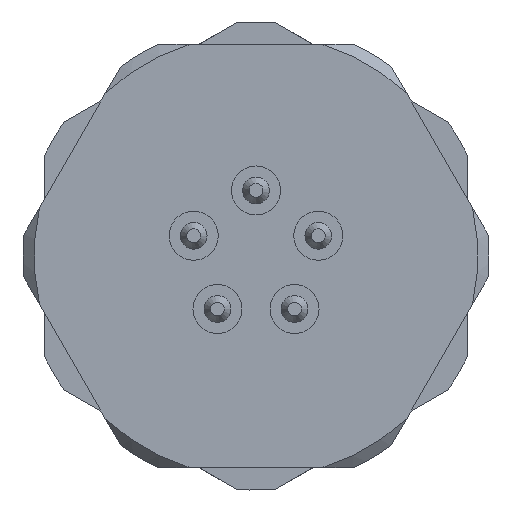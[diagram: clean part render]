
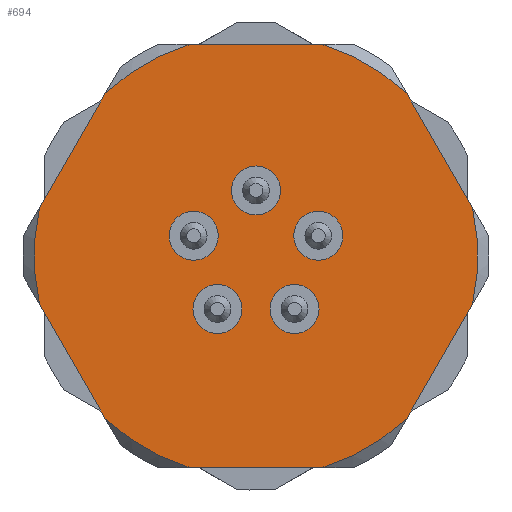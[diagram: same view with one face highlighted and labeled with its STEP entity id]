
A CAD part, front view. The second image highlights one B-rep face of the part: STEP entity #694.
In plain terms, the highlighted planar face has unit normal (0, -1, 0).
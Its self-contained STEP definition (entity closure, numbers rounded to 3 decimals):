
#347=FACE_BOUND('',#1258,.T.);
#348=FACE_BOUND('',#1259,.T.);
#349=FACE_BOUND('',#1260,.T.);
#350=FACE_BOUND('',#1261,.T.);
#351=FACE_BOUND('',#1262,.T.);
#352=FACE_BOUND('',#1263,.T.);
#521=CIRCLE('',#4339,9.95);
#522=CIRCLE('',#4340,9.95);
#523=CIRCLE('',#4341,9.95);
#524=CIRCLE('',#4342,9.95);
#525=CIRCLE('',#4343,9.95);
#526=CIRCLE('',#4344,9.95);
#527=CIRCLE('',#4345,1.1);
#528=CIRCLE('',#4346,1.1);
#529=CIRCLE('',#4347,1.1);
#530=CIRCLE('',#4348,1.1);
#531=CIRCLE('',#4349,1.1);
#694=ADVANCED_FACE('',(#347,#348,#349,#350,#351,#352),#944,.F.);
#944=PLANE('',#4350);
#1258=EDGE_LOOP('',(#1588,#1589,#1590,#1591,#1592,#1593,#1594,#1595,#1596,
#1597,#1598,#1599));
#1259=EDGE_LOOP('',(#1600));
#1260=EDGE_LOOP('',(#1601));
#1261=EDGE_LOOP('',(#1602));
#1262=EDGE_LOOP('',(#1603));
#1263=EDGE_LOOP('',(#1604));
#1588=ORIENTED_EDGE('',*,*,#3212,.F.);
#1589=ORIENTED_EDGE('',*,*,#3213,.F.);
#1590=ORIENTED_EDGE('',*,*,#3214,.F.);
#1591=ORIENTED_EDGE('',*,*,#3215,.F.);
#1592=ORIENTED_EDGE('',*,*,#3216,.F.);
#1593=ORIENTED_EDGE('',*,*,#3217,.F.);
#1594=ORIENTED_EDGE('',*,*,#3218,.F.);
#1595=ORIENTED_EDGE('',*,*,#3219,.F.);
#1596=ORIENTED_EDGE('',*,*,#3220,.F.);
#1597=ORIENTED_EDGE('',*,*,#3221,.F.);
#1598=ORIENTED_EDGE('',*,*,#3222,.F.);
#1599=ORIENTED_EDGE('',*,*,#3223,.F.);
#1600=ORIENTED_EDGE('',*,*,#3224,.F.);
#1601=ORIENTED_EDGE('',*,*,#3225,.F.);
#1602=ORIENTED_EDGE('',*,*,#3226,.F.);
#1603=ORIENTED_EDGE('',*,*,#3227,.F.);
#1604=ORIENTED_EDGE('',*,*,#3228,.F.);
#2796=VERTEX_POINT('',#5795);
#2797=VERTEX_POINT('',#5796);
#2798=VERTEX_POINT('',#5798);
#2799=VERTEX_POINT('',#5800);
#2800=VERTEX_POINT('',#5802);
#2801=VERTEX_POINT('',#5804);
#2802=VERTEX_POINT('',#5806);
#2803=VERTEX_POINT('',#5808);
#2804=VERTEX_POINT('',#5810);
#2805=VERTEX_POINT('',#5812);
#2806=VERTEX_POINT('',#5814);
#2807=VERTEX_POINT('',#5816);
#2808=VERTEX_POINT('',#5819);
#2809=VERTEX_POINT('',#5821);
#2810=VERTEX_POINT('',#5823);
#2811=VERTEX_POINT('',#5825);
#2812=VERTEX_POINT('',#5827);
#3212=EDGE_CURVE('',#2796,#2797,#3816,.T.);
#3213=EDGE_CURVE('',#2798,#2796,#521,.T.);
#3214=EDGE_CURVE('',#2799,#2798,#3817,.T.);
#3215=EDGE_CURVE('',#2800,#2799,#522,.T.);
#3216=EDGE_CURVE('',#2801,#2800,#3818,.T.);
#3217=EDGE_CURVE('',#2802,#2801,#523,.T.);
#3218=EDGE_CURVE('',#2803,#2802,#3819,.T.);
#3219=EDGE_CURVE('',#2804,#2803,#524,.T.);
#3220=EDGE_CURVE('',#2805,#2804,#3820,.T.);
#3221=EDGE_CURVE('',#2806,#2805,#525,.T.);
#3222=EDGE_CURVE('',#2807,#2806,#3821,.T.);
#3223=EDGE_CURVE('',#2797,#2807,#526,.T.);
#3224=EDGE_CURVE('',#2808,#2808,#527,.T.);
#3225=EDGE_CURVE('',#2809,#2809,#528,.T.);
#3226=EDGE_CURVE('',#2810,#2810,#529,.T.);
#3227=EDGE_CURVE('',#2811,#2811,#530,.T.);
#3228=EDGE_CURVE('',#2812,#2812,#531,.T.);
#3816=LINE('',#5794,#4061);
#3817=LINE('',#5799,#4062);
#3818=LINE('',#5803,#4063);
#3819=LINE('',#5807,#4064);
#3820=LINE('',#5811,#4065);
#3821=LINE('',#5815,#4066);
#4061=VECTOR('',#4750,1.);
#4062=VECTOR('',#4753,1.);
#4063=VECTOR('',#4756,1.);
#4064=VECTOR('',#4759,1.);
#4065=VECTOR('',#4762,1.);
#4066=VECTOR('',#4765,1.);
#4339=AXIS2_PLACEMENT_3D('',#5797,#4751,#4752);
#4340=AXIS2_PLACEMENT_3D('',#5801,#4754,#4755);
#4341=AXIS2_PLACEMENT_3D('',#5805,#4757,#4758);
#4342=AXIS2_PLACEMENT_3D('',#5809,#4760,#4761);
#4343=AXIS2_PLACEMENT_3D('',#5813,#4763,#4764);
#4344=AXIS2_PLACEMENT_3D('',#5817,#4766,#4767);
#4345=AXIS2_PLACEMENT_3D('',#5818,#4768,#4769);
#4346=AXIS2_PLACEMENT_3D('',#5820,#4770,#4771);
#4347=AXIS2_PLACEMENT_3D('',#5822,#4772,#4773);
#4348=AXIS2_PLACEMENT_3D('',#5824,#4774,#4775);
#4349=AXIS2_PLACEMENT_3D('',#5826,#4776,#4777);
#4350=AXIS2_PLACEMENT_3D('',#5828,#4778,#4779);
#4750=DIRECTION('',(1.,0.,0.));
#4751=DIRECTION('',(0.,1.,0.));
#4752=DIRECTION('',(0.,0.,1.));
#4753=DIRECTION('',(0.5,0.,0.866));
#4754=DIRECTION('',(0.,1.,0.));
#4755=DIRECTION('',(0.,0.,1.));
#4756=DIRECTION('',(-0.5,0.,0.866));
#4757=DIRECTION('',(0.,1.,0.));
#4758=DIRECTION('',(0.,0.,1.));
#4759=DIRECTION('',(-1.,0.,0.));
#4760=DIRECTION('',(0.,1.,0.));
#4761=DIRECTION('',(0.,0.,1.));
#4762=DIRECTION('',(-0.5,0.,-0.866));
#4763=DIRECTION('',(0.,1.,0.));
#4764=DIRECTION('',(0.,0.,1.));
#4765=DIRECTION('',(0.5,0.,-0.866));
#4766=DIRECTION('',(0.,1.,0.));
#4767=DIRECTION('',(0.,0.,1.));
#4768=DIRECTION('',(0.,-1.,0.));
#4769=DIRECTION('',(0.,0.,1.));
#4770=DIRECTION('',(0.,-1.,0.));
#4771=DIRECTION('',(0.,0.,1.));
#4772=DIRECTION('',(0.,-1.,0.));
#4773=DIRECTION('',(0.,0.,1.));
#4774=DIRECTION('',(0.,-1.,0.));
#4775=DIRECTION('',(0.,0.,1.));
#4776=DIRECTION('',(0.,-1.,0.));
#4777=DIRECTION('',(0.,0.,1.));
#4778=DIRECTION('',(0.,1.,0.));
#4779=DIRECTION('',(0.,0.,1.));
#5794=CARTESIAN_POINT('',(44.515,50.,9.5));
#5795=CARTESIAN_POINT('',(47.042,50.,9.5));
#5796=CARTESIAN_POINT('',(52.958,50.,9.5));
#5797=CARTESIAN_POINT('',(50.,50.,0.));
#5798=CARTESIAN_POINT('',(43.252,50.,7.312));
#5799=CARTESIAN_POINT('',(39.03,50.,0.));
#5800=CARTESIAN_POINT('',(40.294,50.,2.188));
#5801=CARTESIAN_POINT('',(50.,50.,0.));
#5802=CARTESIAN_POINT('',(40.294,50.,-2.188));
#5803=CARTESIAN_POINT('',(44.515,50.,-9.5));
#5804=CARTESIAN_POINT('',(43.252,50.,-7.312));
#5805=CARTESIAN_POINT('',(50.,50.,0.));
#5806=CARTESIAN_POINT('',(47.042,50.,-9.5));
#5807=CARTESIAN_POINT('',(55.485,50.,-9.5));
#5808=CARTESIAN_POINT('',(52.958,50.,-9.5));
#5809=CARTESIAN_POINT('',(50.,50.,0.));
#5810=CARTESIAN_POINT('',(56.748,50.,-7.312));
#5811=CARTESIAN_POINT('',(60.97,50.,0.));
#5812=CARTESIAN_POINT('',(59.706,50.,-2.188));
#5813=CARTESIAN_POINT('',(50.,50.,0.));
#5814=CARTESIAN_POINT('',(59.706,50.,2.188));
#5815=CARTESIAN_POINT('',(55.485,50.,9.5));
#5816=CARTESIAN_POINT('',(56.748,50.,7.312));
#5817=CARTESIAN_POINT('',(50.,50.,0.));
#5818=CARTESIAN_POINT('',(51.728,50.,-2.379));
#5819=CARTESIAN_POINT('',(51.728,50.,-1.279));
#5820=CARTESIAN_POINT('',(52.796,50.,0.909));
#5821=CARTESIAN_POINT('',(52.796,50.,2.009));
#5822=CARTESIAN_POINT('',(50.,50.,2.94));
#5823=CARTESIAN_POINT('',(50.,50.,4.04));
#5824=CARTESIAN_POINT('',(47.204,50.,0.909));
#5825=CARTESIAN_POINT('',(47.204,50.,2.009));
#5826=CARTESIAN_POINT('',(48.272,50.,-2.379));
#5827=CARTESIAN_POINT('',(48.272,50.,-1.279));
#5828=CARTESIAN_POINT('',(60.45,50.,0.));
